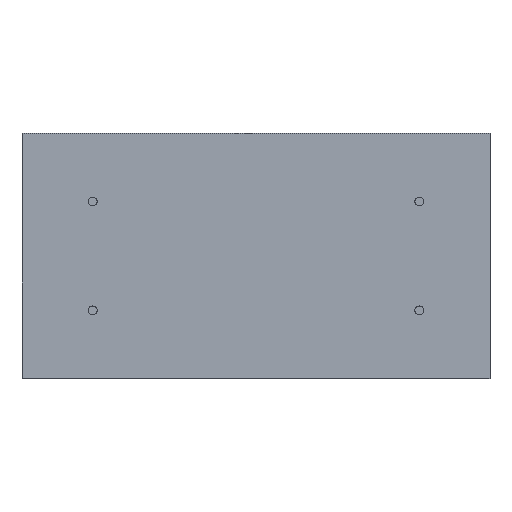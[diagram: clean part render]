
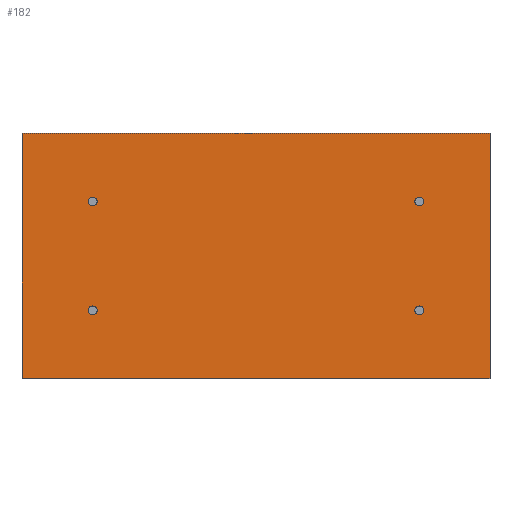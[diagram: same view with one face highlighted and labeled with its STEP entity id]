
A CAD part, top view. The second image highlights one B-rep face of the part: STEP entity #182.
In plain terms, the highlighted planar face has unit normal (0, 0, 1).
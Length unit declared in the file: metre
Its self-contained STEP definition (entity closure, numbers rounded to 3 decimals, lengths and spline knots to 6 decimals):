
#16=CIRCLE('',#210,0.002);
#17=CIRCLE('',#211,0.002);
#18=CIRCLE('',#212,0.002);
#19=CIRCLE('',#213,0.002);
#40=ORIENTED_EDGE('',*,*,#76,.F.);
#41=ORIENTED_EDGE('',*,*,#77,.F.);
#42=ORIENTED_EDGE('',*,*,#78,.F.);
#43=ORIENTED_EDGE('',*,*,#79,.F.);
#44=ORIENTED_EDGE('',*,*,#66,.F.);
#45=ORIENTED_EDGE('',*,*,#70,.T.);
#46=ORIENTED_EDGE('',*,*,#73,.T.);
#47=ORIENTED_EDGE('',*,*,#75,.F.);
#66=EDGE_CURVE('',#86,#87,#102,.T.);
#70=EDGE_CURVE('',#86,#89,#106,.T.);
#73=EDGE_CURVE('',#89,#91,#109,.T.);
#75=EDGE_CURVE('',#87,#91,#111,.T.);
#76=EDGE_CURVE('',#92,#92,#16,.T.);
#77=EDGE_CURVE('',#93,#93,#17,.T.);
#78=EDGE_CURVE('',#94,#94,#18,.T.);
#79=EDGE_CURVE('',#95,#95,#19,.T.);
#86=VERTEX_POINT('',#291);
#87=VERTEX_POINT('',#293);
#89=VERTEX_POINT('',#299);
#91=VERTEX_POINT('',#305);
#92=VERTEX_POINT('',#312);
#93=VERTEX_POINT('',#314);
#94=VERTEX_POINT('',#316);
#95=VERTEX_POINT('',#318);
#102=LINE('',#292,#114);
#106=LINE('',#300,#118);
#109=LINE('',#306,#121);
#111=LINE('',#309,#123);
#114=VECTOR('',#233,1.);
#118=VECTOR('',#239,1.);
#121=VECTOR('',#244,1.);
#123=VECTOR('',#248,1.);
#128=EDGE_LOOP('',(#40));
#129=EDGE_LOOP('',(#41));
#130=EDGE_LOOP('',(#42));
#131=EDGE_LOOP('',(#43));
#132=EDGE_LOOP('',(#44,#45,#46,#47));
#150=FACE_BOUND('',#128,.T.);
#151=FACE_BOUND('',#129,.T.);
#152=FACE_BOUND('',#130,.T.);
#153=FACE_BOUND('',#131,.T.);
#154=FACE_BOUND('',#132,.T.);
#172=PLANE('',#209);
#182=ADVANCED_FACE('',(#150,#151,#152,#153,#154),#172,.T.);
#209=AXIS2_PLACEMENT_3D('',#310,#249,#250);
#210=AXIS2_PLACEMENT_3D('',#311,#251,#252);
#211=AXIS2_PLACEMENT_3D('',#313,#253,#254);
#212=AXIS2_PLACEMENT_3D('',#315,#255,#256);
#213=AXIS2_PLACEMENT_3D('',#317,#257,#258);
#233=DIRECTION('',(0.,1.,0.));
#239=DIRECTION('',(1.,0.,0.));
#244=DIRECTION('',(0.,1.,0.));
#248=DIRECTION('',(1.,0.,0.));
#249=DIRECTION('',(0.,0.,1.));
#250=DIRECTION('',(1.,0.,0.));
#251=DIRECTION('',(0.,0.,1.));
#252=DIRECTION('',(1.,0.,0.));
#253=DIRECTION('',(0.,0.,1.));
#254=DIRECTION('',(1.,0.,0.));
#255=DIRECTION('',(0.,0.,1.));
#256=DIRECTION('',(1.,0.,0.));
#257=DIRECTION('',(0.,0.,1.));
#258=DIRECTION('',(1.,0.,0.));
#291=CARTESIAN_POINT('',(0.,0.,0.05));
#292=CARTESIAN_POINT('',(0.,0.05625,0.05));
#293=CARTESIAN_POINT('',(0.,0.1125,0.05));
#299=CARTESIAN_POINT('',(0.215,0.,0.05));
#300=CARTESIAN_POINT('',(0.1075,0.,0.05));
#305=CARTESIAN_POINT('',(0.215,0.1125,0.05));
#306=CARTESIAN_POINT('',(0.215,0.05625,0.05));
#309=CARTESIAN_POINT('',(0.1075,0.1125,0.05));
#310=CARTESIAN_POINT('',(0.1075,0.05625,0.05));
#311=CARTESIAN_POINT('',(0.0325,0.03125,0.05));
#312=CARTESIAN_POINT('',(0.0345,0.03125,0.05));
#313=CARTESIAN_POINT('',(0.1825,0.08125,0.05));
#314=CARTESIAN_POINT('',(0.1845,0.08125,0.05));
#315=CARTESIAN_POINT('',(0.1825,0.03125,0.05));
#316=CARTESIAN_POINT('',(0.1845,0.03125,0.05));
#317=CARTESIAN_POINT('',(0.0325,0.08125,0.05));
#318=CARTESIAN_POINT('',(0.0345,0.08125,0.05));
